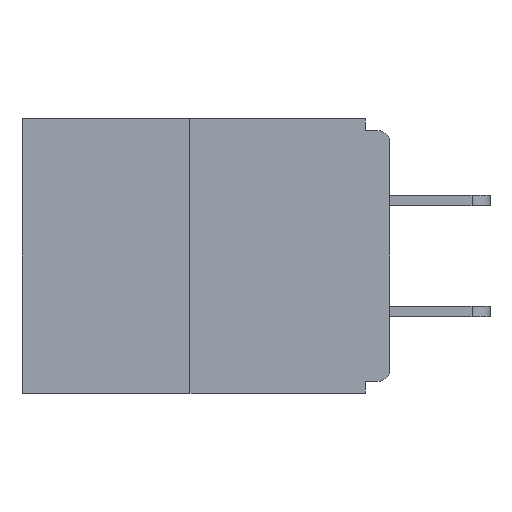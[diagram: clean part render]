
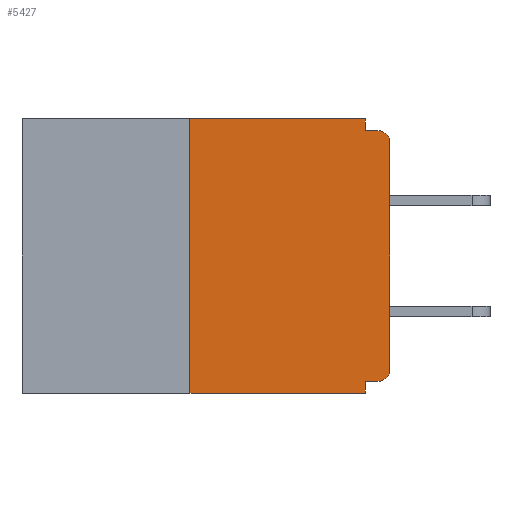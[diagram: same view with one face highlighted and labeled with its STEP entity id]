
A CAD part, left-side view. The second image highlights one B-rep face of the part: STEP entity #5427.
In plain terms, the highlighted planar face has unit normal (-1, 0, 0).
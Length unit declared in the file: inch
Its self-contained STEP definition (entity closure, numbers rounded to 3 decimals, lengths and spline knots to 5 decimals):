
#227 = LINE ( 'NONE', #6129, #14980 ) ;
#236 = CARTESIAN_POINT ( 'NONE',  ( 0., 0.031, -0.015 ) ) ;
#435 = VECTOR ( 'NONE', #11054, 39.37008 ) ;
#561 = VERTEX_POINT ( 'NONE', #6993 ) ;
#698 = FACE_OUTER_BOUND ( 'NONE', #15819, .T. ) ;
#983 = VERTEX_POINT ( 'NONE', #14630 ) ;
#1021 = CARTESIAN_POINT ( 'NONE',  ( 0., 0.031, 0. ) ) ;
#1469 = VERTEX_POINT ( 'NONE', #8473 ) ;
#1686 = CARTESIAN_POINT ( 'NONE',  ( 0., 0.46, 0. ) ) ;
#1705 = CARTESIAN_POINT ( 'NONE',  ( 0., 0.46, 0. ) ) ;
#1796 = VECTOR ( 'NONE', #11309, 39.37008 ) ;
#1941 = CARTESIAN_POINT ( 'NONE',  ( 0., 0., -0.015 ) ) ;
#2279 = CARTESIAN_POINT ( 'NONE',  ( 0., 0.031, -0.328 ) ) ;
#3282 = LINE ( 'NONE', #1705, #10130 ) ;
#3681 = EDGE_CURVE ( 'NONE', #6363, #983, #3282, .T. ) ;
#3714 = ORIENTED_EDGE ( 'NONE', *, *, #5685, .T. ) ;
#3764 = VERTEX_POINT ( 'NONE', #236 ) ;
#3891 = DIRECTION ( 'NONE',  ( 0., 0., -1. ) ) ;
#4038 = ORIENTED_EDGE ( 'NONE', *, *, #5863, .F. ) ;
#4126 = ORIENTED_EDGE ( 'NONE', *, *, #13159, .T. ) ;
#4314 = CARTESIAN_POINT ( 'NONE',  ( 0., 0., -0.313 ) ) ;
#4426 = LINE ( 'NONE', #7615, #10850 ) ;
#4447 = DIRECTION ( 'NONE',  ( 0., 1., 0. ) ) ;
#4466 = DIRECTION ( 'NONE',  ( -1., 0., 0. ) ) ;
#4900 = EDGE_CURVE ( 'NONE', #8958, #11617, #13437, .T. ) ;
#5126 = ORIENTED_EDGE ( 'NONE', *, *, #15351, .T. ) ;
#5427 = ADVANCED_FACE ( 'NONE', ( #698 ), #15922, .F. ) ;
#5685 = EDGE_CURVE ( 'NONE', #1469, #11617, #4426, .T. ) ;
#5700 = AXIS2_PLACEMENT_3D ( 'NONE', #10705, #4466, #7165 ) ;
#5859 = DIRECTION ( 'NONE',  ( 0., 0., -1. ) ) ;
#5863 = EDGE_CURVE ( 'NONE', #3764, #561, #8040, .T. ) ;
#5985 = LINE ( 'NONE', #15051, #1796 ) ;
#6024 = DIRECTION ( 'NONE',  ( 0., 0., -1. ) ) ;
#6129 = CARTESIAN_POINT ( 'NONE',  ( 0., 0., -0.328 ) ) ;
#6363 = VERTEX_POINT ( 'NONE', #11323 ) ;
#6857 = ORIENTED_EDGE ( 'NONE', *, *, #8207, .F. ) ;
#6993 = CARTESIAN_POINT ( 'NONE',  ( 0., 0.015, -0.015 ) ) ;
#7165 = DIRECTION ( 'NONE',  ( 0., 0., -1. ) ) ;
#7211 = LINE ( 'NONE', #9760, #435 ) ;
#7336 = VERTEX_POINT ( 'NONE', #8266 ) ;
#7615 = CARTESIAN_POINT ( 'NONE',  ( 0., 0.46, -0.343 ) ) ;
#7844 = DIRECTION ( 'NONE',  ( 0., 0., -1. ) ) ;
#8040 = LINE ( 'NONE', #1941, #11650 ) ;
#8120 = ORIENTED_EDGE ( 'NONE', *, *, #15563, .T. ) ;
#8207 = EDGE_CURVE ( 'NONE', #7336, #8958, #227, .T. ) ;
#8266 = CARTESIAN_POINT ( 'NONE',  ( 0., 0.015, -0.328 ) ) ;
#8398 = VECTOR ( 'NONE', #3891, 39.37008 ) ;
#8473 = CARTESIAN_POINT ( 'NONE',  ( 0., 0.25, -0.343 ) ) ;
#8498 = DIRECTION ( 'NONE',  ( -1., 0., 0. ) ) ;
#8548 = CARTESIAN_POINT ( 'NONE',  ( 0., 0.015, -0.313 ) ) ;
#8626 = ORIENTED_EDGE ( 'NONE', *, *, #4900, .F. ) ;
#8958 = VERTEX_POINT ( 'NONE', #2279 ) ;
#9760 = CARTESIAN_POINT ( 'NONE',  ( 0., 0., 0. ) ) ;
#9930 = DIRECTION ( 'NONE',  ( 0., -1., 0. ) ) ;
#10130 = VECTOR ( 'NONE', #9930, 39.37008 ) ;
#10354 = DIRECTION ( 'NONE',  ( 0., -1., 0. ) ) ;
#10365 = CARTESIAN_POINT ( 'NONE',  ( 0., 0.031, -0.343 ) ) ;
#10705 = CARTESIAN_POINT ( 'NONE',  ( 0., 0.015, -0.03 ) ) ;
#10850 = VECTOR ( 'NONE', #10354, 39.37008 ) ;
#10917 = ORIENTED_EDGE ( 'NONE', *, *, #11896, .F. ) ;
#11054 = DIRECTION ( 'NONE',  ( 0., 0., 1. ) ) ;
#11309 = DIRECTION ( 'NONE',  ( 0., 0., 1. ) ) ;
#11323 = CARTESIAN_POINT ( 'NONE',  ( 0., 0.25, 0. ) ) ;
#11352 = CIRCLE ( 'NONE', #5700, 0.015 ) ;
#11617 = VERTEX_POINT ( 'NONE', #14175 ) ;
#11650 = VECTOR ( 'NONE', #15902, 39.37008 ) ;
#11896 = EDGE_CURVE ( 'NONE', #983, #3764, #13189, .T. ) ;
#12230 = VERTEX_POINT ( 'NONE', #4314 ) ;
#12250 = DIRECTION ( 'NONE',  ( 1., 0., 0. ) ) ;
#12515 = AXIS2_PLACEMENT_3D ( 'NONE', #1686, #12250, #5859 ) ;
#13159 = EDGE_CURVE ( 'NONE', #14831, #561, #11352, .T. ) ;
#13189 = LINE ( 'NONE', #1021, #8398 ) ;
#13437 = LINE ( 'NONE', #10365, #15074 ) ;
#13535 = CARTESIAN_POINT ( 'NONE',  ( 0., 0., -0.03 ) ) ;
#14175 = CARTESIAN_POINT ( 'NONE',  ( 0., 0.031, -0.343 ) ) ;
#14415 = AXIS2_PLACEMENT_3D ( 'NONE', #8548, #8498, #6024 ) ;
#14630 = CARTESIAN_POINT ( 'NONE',  ( 0., 0.031, 0. ) ) ;
#14831 = VERTEX_POINT ( 'NONE', #13535 ) ;
#14980 = VECTOR ( 'NONE', #4447, 39.37008 ) ;
#15051 = CARTESIAN_POINT ( 'NONE',  ( 0., 0.25, 0. ) ) ;
#15074 = VECTOR ( 'NONE', #7844, 39.37008 ) ;
#15191 = ORIENTED_EDGE ( 'NONE', *, *, #16419, .F. ) ;
#15351 = EDGE_CURVE ( 'NONE', #7336, #12230, #16493, .T. ) ;
#15563 = EDGE_CURVE ( 'NONE', #12230, #14831, #7211, .T. ) ;
#15819 = EDGE_LOOP ( 'NONE', ( #15898, #15191, #3714, #8626, #6857, #5126, #8120, #4126, #4038, #10917 ) ) ;
#15898 = ORIENTED_EDGE ( 'NONE', *, *, #3681, .F. ) ;
#15902 = DIRECTION ( 'NONE',  ( 0., -1., 0. ) ) ;
#15922 = PLANE ( 'NONE',  #12515 ) ;
#16419 = EDGE_CURVE ( 'NONE', #1469, #6363, #5985, .T. ) ;
#16493 = CIRCLE ( 'NONE', #14415, 0.015 ) ;
